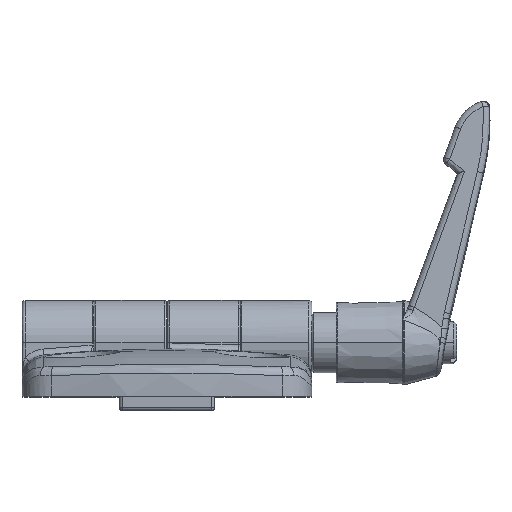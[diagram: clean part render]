
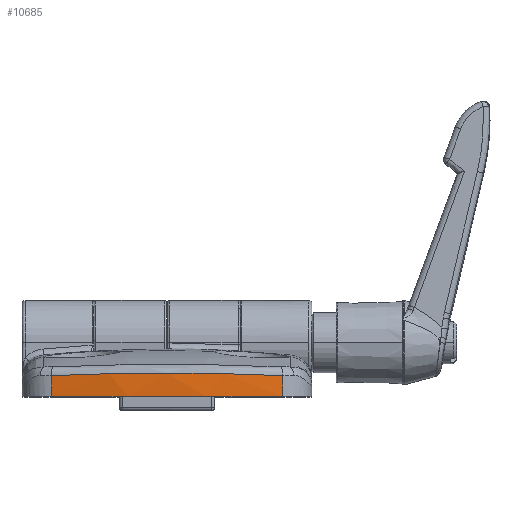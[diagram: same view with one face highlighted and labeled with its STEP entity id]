
A CAD part, top view. The second image highlights one B-rep face of the part: STEP entity #10685.
In plain terms, the highlighted cylindrical face has radius 100 mm (diameter 200 mm), a partial arc.
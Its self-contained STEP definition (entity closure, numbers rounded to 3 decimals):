
#280 = CARTESIAN_POINT ( 'NONE',  ( -9.226, 3.763, 35.324 ) ) ;
#2268 = CARTESIAN_POINT ( 'NONE',  ( 9.948, 3.748, 35.254 ) ) ;
#2689 = VECTOR ( 'NONE', #3770, 1000. ) ;
#3596 = CARTESIAN_POINT ( 'NONE',  ( -9.472, 3.758, 35.3 ) ) ;
#3770 = DIRECTION ( 'NONE',  ( 0., 1., 0. ) ) ;
#4342 = VERTEX_POINT ( 'NONE', #13094 ) ;
#4887 = ORIENTED_EDGE ( 'NONE', *, *, #42279, .T. ) ;
#5087 = CARTESIAN_POINT ( 'NONE',  ( 19.149, 3.44, 33.9 ) ) ;
#5414 = CARTESIAN_POINT ( 'NONE',  ( 19.149, 3.44, 33.9 ) ) ;
#5559 = CARTESIAN_POINT ( 'NONE',  ( 9.691, 3.753, 35.279 ) ) ;
#5925 = CARTESIAN_POINT ( 'NONE',  ( -19.149, 0., 33.899 ) ) ;
#6746 = CARTESIAN_POINT ( 'NONE',  ( -3.22, 3.847, 35.711 ) ) ;
#6883 = CARTESIAN_POINT ( 'NONE',  ( -9.545, 3.757, 35.293 ) ) ;
#7951 = EDGE_CURVE ( 'NONE', #27714, #28466, #34988, .T. ) ;
#8858 = CARTESIAN_POINT ( 'NONE',  ( 6.435, 3.822, 35.593 ) ) ;
#9096 = B_SPLINE_CURVE_WITH_KNOTS ( 'NONE', 3,
 ( #5414, #25202, #35108, #15414, #38474, #18722, #41769, #22030, #2268, #25351, #5559, #28655, #8858, #31953, #12209 ),
 .UNSPECIFIED., .F., .F.,
 ( 4, 2, 2, 1, 1, 1, 2, 2, 4 ),
 ( 0., 0.25, 0.375, 0.437, 0.469, 0.484, 0.492, 0.5, 1. ),
 .UNSPECIFIED. ) ;
#9298 = CARTESIAN_POINT ( 'NONE',  ( -19.149, 16.02, 33.899 ) ) ;
#10049 = CIRCLE ( 'NONE', #37298, 100. ) ;
#10210 = CARTESIAN_POINT ( 'NONE',  ( -16.068, 3.581, 34.501 ) ) ;
#10685 = ADVANCED_FACE ( 'NONE', ( #19201 ), #23830, .T. ) ;
#11919 = CARTESIAN_POINT ( 'NONE',  ( -19.149, 3.44, 33.9 ) ) ;
#12209 = CARTESIAN_POINT ( 'NONE',  ( 0., 3.856, 35.75 ) ) ;
#12328 = VECTOR ( 'NONE', #29082, 1000. ) ;
#12994 = DIRECTION ( 'NONE',  ( 0., -1., 0. ) ) ;
#13094 = CARTESIAN_POINT ( 'NONE',  ( 19.149, 0., 33.899 ) ) ;
#13405 = CARTESIAN_POINT ( 'NONE',  ( 0., 3.856, 35.75 ) ) ;
#13728 = CARTESIAN_POINT ( 'NONE',  ( 19.149, 7.9, 33.899 ) ) ;
#15414 = CARTESIAN_POINT ( 'NONE',  ( 13.654, 3.651, 34.817 ) ) ;
#16721 = CARTESIAN_POINT ( 'NONE',  ( -6.807, 3.807, 35.524 ) ) ;
#18722 = CARTESIAN_POINT ( 'NONE',  ( 11.634, 3.708, 35.072 ) ) ;
#19201 = FACE_OUTER_BOUND ( 'NONE', #30999, .T. ) ;
#19227 = EDGE_CURVE ( 'NONE', #4342, #32415, #10049, .T. ) ;
#20059 = CARTESIAN_POINT ( 'NONE',  ( -8.882, 3.77, 35.355 ) ) ;
#22017 = CARTESIAN_POINT ( 'NONE',  ( 0., 3.856, 35.75 ) ) ;
#22030 = CARTESIAN_POINT ( 'NONE',  ( 10.307, 3.74, 35.218 ) ) ;
#23356 = CARTESIAN_POINT ( 'NONE',  ( -9.399, 3.76, 35.307 ) ) ;
#23830 = CYLINDRICAL_SURFACE ( 'NONE', #30193, 100. ) ;
#25202 = CARTESIAN_POINT ( 'NONE',  ( 17.611, 3.51, 34.199 ) ) ;
#25351 = CARTESIAN_POINT ( 'NONE',  ( 9.794, 3.751, 35.269 ) ) ;
#26374 = CARTESIAN_POINT ( 'NONE',  ( 0., 7.9, -64.25 ) ) ;
#26529 = CARTESIAN_POINT ( 'NONE',  ( -1.614, 3.856, 35.75 ) ) ;
#26668 = CARTESIAN_POINT ( 'NONE',  ( -9.522, 3.757, 35.296 ) ) ;
#27349 = ORIENTED_EDGE ( 'NONE', *, *, #7951, .T. ) ;
#27714 = VERTEX_POINT ( 'NONE', #22017 ) ;
#28466 = VERTEX_POINT ( 'NONE', #11919 ) ;
#28655 = CARTESIAN_POINT ( 'NONE',  ( 9.637, 3.755, 35.285 ) ) ;
#29004 = LINE ( 'NONE', #13728, #2689 ) ;
#29082 = DIRECTION ( 'NONE',  ( 0., 1., 0. ) ) ;
#29860 = LINE ( 'NONE', #9298, #12328 ) ;
#29938 = EDGE_CURVE ( 'NONE', #32415, #28466, #29860, .T. ) ;
#29967 = CARTESIAN_POINT ( 'NONE',  ( -12.871, 3.686, 34.974 ) ) ;
#30193 = AXIS2_PLACEMENT_3D ( 'NONE', #26374, #39500, #39638 ) ;
#30833 = ORIENTED_EDGE ( 'NONE', *, *, #34342, .T. ) ;
#30999 = EDGE_LOOP ( 'NONE', ( #35376, #35577, #30833, #4887, #27349 ) ) ;
#31953 = CARTESIAN_POINT ( 'NONE',  ( 3.234, 3.856, 35.75 ) ) ;
#32415 = VERTEX_POINT ( 'NONE', #5925 ) ;
#32703 = CARTESIAN_POINT ( 'NONE',  ( 0., 0., -64.25 ) ) ;
#33280 = CARTESIAN_POINT ( 'NONE',  ( -19.149, 3.44, 33.9 ) ) ;
#34342 = EDGE_CURVE ( 'NONE', #4342, #35177, #29004, .T. ) ;
#34988 = B_SPLINE_CURVE_WITH_KNOTS ( 'NONE', 3,
 ( #13405, #26529, #6746, #36436, #16721, #39768, #20059, #280, #23356, #3596, #26668, #6883, #29967, #10210, #33280 ),
 .UNSPECIFIED., .F., .F.,
 ( 4, 2, 1, 1, 1, 1, 1, 2, 2, 4 ),
 ( 0., 0.25, 0.375, 0.437, 0.469, 0.484, 0.492, 0.496, 0.5, 1. ),
 .UNSPECIFIED. ) ;
#35108 = CARTESIAN_POINT ( 'NONE',  ( 16.045, 3.572, 34.468 ) ) ;
#35177 = VERTEX_POINT ( 'NONE', #5087 ) ;
#35376 = ORIENTED_EDGE ( 'NONE', *, *, #29938, .F. ) ;
#35577 = ORIENTED_EDGE ( 'NONE', *, *, #19227, .F. ) ;
#36014 = DIRECTION ( 'NONE',  ( 1., 0., 0. ) ) ;
#36436 = CARTESIAN_POINT ( 'NONE',  ( -5.614, 3.822, 35.596 ) ) ;
#37298 = AXIS2_PLACEMENT_3D ( 'NONE', #32703, #12994, #36014 ) ;
#38474 = CARTESIAN_POINT ( 'NONE',  ( 12.85, 3.675, 34.924 ) ) ;
#39500 = DIRECTION ( 'NONE',  ( 0., -1., 0. ) ) ;
#39638 = DIRECTION ( 'NONE',  ( 1., 0., 0. ) ) ;
#39768 = CARTESIAN_POINT ( 'NONE',  ( -8.191, 3.783, 35.415 ) ) ;
#41769 = CARTESIAN_POINT ( 'NONE',  ( 11.024, 3.723, 35.142 ) ) ;
#42279 = EDGE_CURVE ( 'NONE', #35177, #27714, #9096, .T. ) ;
